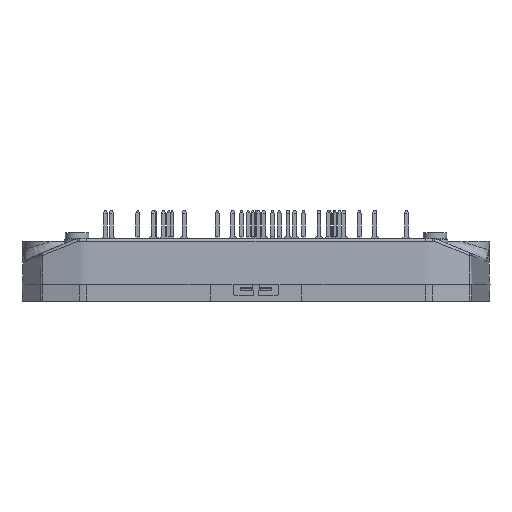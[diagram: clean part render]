
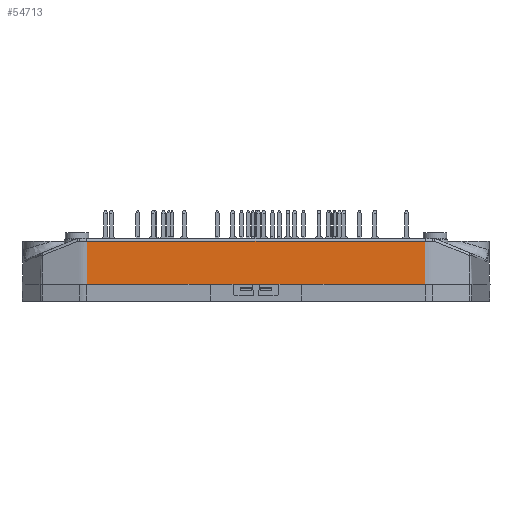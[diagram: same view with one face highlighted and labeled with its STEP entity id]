
A CAD part, front view. The second image highlights one B-rep face of the part: STEP entity #54713.
In plain terms, the highlighted planar face has unit normal (0, -1, 0.026).
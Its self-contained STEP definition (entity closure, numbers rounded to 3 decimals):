
#6860=ORIENTED_EDGE('',*,*,#17549,.F.);
#6861=ORIENTED_EDGE('',*,*,#17550,.T.);
#6862=ORIENTED_EDGE('',*,*,#17231,.F.);
#6863=ORIENTED_EDGE('',*,*,#17551,.F.);
#6864=ORIENTED_EDGE('',*,*,#17552,.T.);
#6865=ORIENTED_EDGE('',*,*,#17553,.T.);
#6866=ORIENTED_EDGE('',*,*,#17536,.T.);
#6867=ORIENTED_EDGE('',*,*,#17554,.F.);
#6868=ORIENTED_EDGE('',*,*,#17530,.T.);
#6869=ORIENTED_EDGE('',*,*,#17081,.F.);
#6870=ORIENTED_EDGE('',*,*,#17523,.F.);
#6871=ORIENTED_EDGE('',*,*,#17218,.F.);
#17081=EDGE_CURVE('',#22597,#22598,#26166,.T.);
#17218=EDGE_CURVE('',#22724,#22725,#26244,.T.);
#17231=EDGE_CURVE('',#22734,#22735,#26252,.T.);
#17523=EDGE_CURVE('',#22725,#22597,#26400,.T.);
#17530=EDGE_CURVE('',#22923,#22598,#26404,.T.);
#17536=EDGE_CURVE('',#22928,#22927,#26407,.T.);
#17549=EDGE_CURVE('',#22939,#22724,#26415,.T.);
#17550=EDGE_CURVE('',#22939,#22735,#26416,.F.);
#17551=EDGE_CURVE('',#22940,#22734,#26417,.F.);
#17552=EDGE_CURVE('',#22940,#22941,#26418,.T.);
#17553=EDGE_CURVE('',#22941,#22928,#26419,.T.);
#17554=EDGE_CURVE('',#22923,#22927,#26420,.T.);
#22597=VERTEX_POINT('',#75365);
#22598=VERTEX_POINT('',#75367);
#22724=VERTEX_POINT('',#75703);
#22725=VERTEX_POINT('',#75705);
#22734=VERTEX_POINT('',#75738);
#22735=VERTEX_POINT('',#75739);
#22923=VERTEX_POINT('',#76890);
#22927=VERTEX_POINT('',#76899);
#22928=VERTEX_POINT('',#76901);
#22939=VERTEX_POINT('',#77010);
#22940=VERTEX_POINT('',#77013);
#22941=VERTEX_POINT('',#77015);
#26166=LINE('',#75366,#29662);
#26244=LINE('',#75704,#29740);
#26252=LINE('',#75737,#29748);
#26400=LINE('',#76877,#29896);
#26404=LINE('',#76889,#29900);
#26407=LINE('',#76900,#29903);
#26415=LINE('',#77009,#29911);
#26416=LINE('',#77011,#29912);
#26417=LINE('',#77012,#29913);
#26418=LINE('',#77014,#29914);
#26419=LINE('',#77016,#29915);
#26420=LINE('',#77017,#29916);
#29662=VECTOR('',#62975,1000.);
#29740=VECTOR('',#63167,1000.);
#29748=VECTOR('',#63191,1000.);
#29896=VECTOR('',#63689,1000.);
#29900=VECTOR('',#63699,1000.);
#29903=VECTOR('',#63708,1000.);
#29911=VECTOR('',#63720,1000.);
#29912=VECTOR('',#63721,1000.);
#29913=VECTOR('',#63722,1000.);
#29914=VECTOR('',#63723,1000.);
#29915=VECTOR('',#63724,1000.);
#29916=VECTOR('',#63725,1000.);
#33308=EDGE_LOOP('',(#6860,#6861,#6862,#6863,#6864,#6865,#6866,#6867,#6868,
#6869,#6870,#6871));
#35688=FACE_BOUND('',#33308,.T.);
#37597=PLANE('',#57638);
#54713=ADVANCED_FACE('',(#35688),#37597,.T.);
#57638=AXIS2_PLACEMENT_3D('',#77008,#63718,#63719);
#62975=DIRECTION('',(-1.,0.,0.));
#63167=DIRECTION('',(-1.,0.,0.));
#63191=DIRECTION('',(1.,0.,0.));
#63689=DIRECTION('',(-1.,0.,0.));
#63699=DIRECTION('',(1.,0.,0.));
#63708=DIRECTION('',(1.,0.,0.));
#63718=DIRECTION('',(0.,-1.,0.026));
#63719=DIRECTION('',(0.,0.026,1.));
#63720=DIRECTION('',(-1.,0.,0.));
#63721=DIRECTION('',(0.006,-0.026,-1.));
#63722=DIRECTION('',(-0.006,-0.026,-1.));
#63723=DIRECTION('',(1.,0.,0.));
#63724=DIRECTION('',(1.,0.,0.));
#63725=DIRECTION('',(-1.,0.,0.));
#75365=CARTESIAN_POINT('',(4.,-30.776,2.02));
#75366=CARTESIAN_POINT('',(-17.961,-30.776,2.02));
#75367=CARTESIAN_POINT('',(0.827,-30.776,2.02));
#75703=CARTESIAN_POINT('',(29.513,-30.776,2.02));
#75704=CARTESIAN_POINT('',(17.961,-30.776,2.02));
#75705=CARTESIAN_POINT('',(8.,-30.776,2.02));
#75737=CARTESIAN_POINT('',(27.533,-30.58,9.533));
#75738=CARTESIAN_POINT('',(-29.469,-30.58,9.533));
#75739=CARTESIAN_POINT('',(29.469,-30.58,9.533));
#76877=CARTESIAN_POINT('',(17.961,-30.776,2.02));
#76889=CARTESIAN_POINT('',(-0.65,-30.776,2.02));
#76890=CARTESIAN_POINT('',(-0.827,-30.776,2.02));
#76899=CARTESIAN_POINT('',(-4.,-30.776,2.02));
#76900=CARTESIAN_POINT('',(-17.961,-30.776,2.02));
#76901=CARTESIAN_POINT('',(-8.,-30.776,2.02));
#77008=CARTESIAN_POINT('',(17.961,-30.776,2.02));
#77009=CARTESIAN_POINT('',(17.961,-30.776,2.02));
#77010=CARTESIAN_POINT('',(29.513,-30.776,2.02));
#77011=CARTESIAN_POINT('',(29.512,-30.775,2.087));
#77012=CARTESIAN_POINT('',(-29.512,-30.775,2.087));
#77013=CARTESIAN_POINT('',(-29.513,-30.776,2.02));
#77014=CARTESIAN_POINT('',(-17.961,-30.776,2.02));
#77015=CARTESIAN_POINT('',(-29.513,-30.776,2.02));
#77016=CARTESIAN_POINT('',(-17.961,-30.776,2.02));
#77017=CARTESIAN_POINT('',(-17.961,-30.776,2.02));
